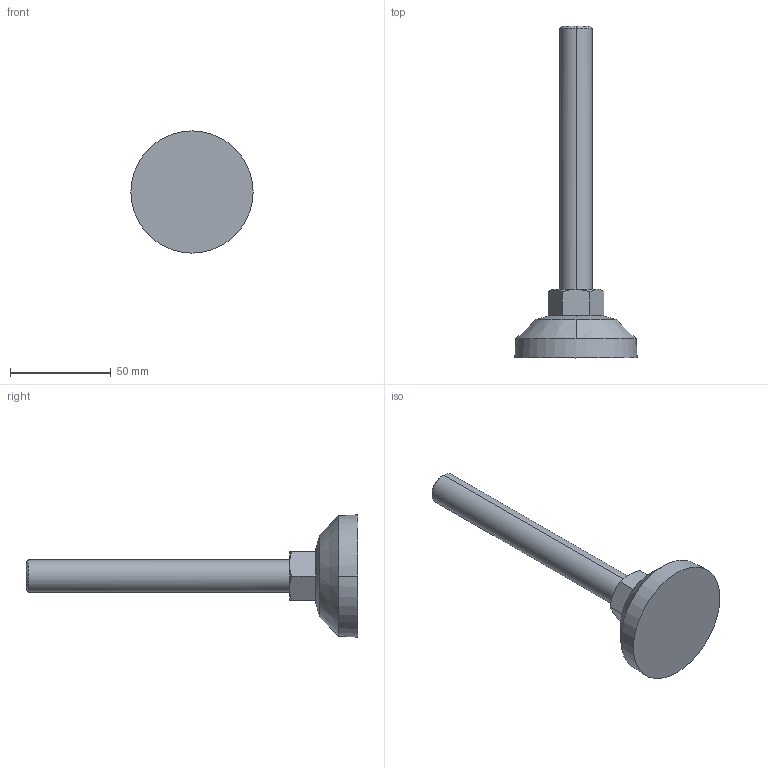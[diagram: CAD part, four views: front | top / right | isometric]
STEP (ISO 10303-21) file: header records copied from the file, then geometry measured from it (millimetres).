
FILE_DESCRIPTION (( 'STEP AP214' ), '1' );
FILE_NAME ('Rexnord-R0098 -621343.STEP', '2023-08-02T09:12:28', ( '' ), ( '' ), 'SwSTEP 2.0', 'SolidWorks 2022', '' );
FILE_SCHEMA (( 'AUTOMOTIVE_DESIGN' ));
Length unit declared in the file: millimetre
Products named in the file (3): Rexnord-R0098 -621343; Rexnord-R0098 -621343_R0098; Rexnord-R0098 -621343_M16
Assembly tree (2 placements, depth 2):
  Rexnord-R0098 -621343
    Rexnord-R0098 -621343_R0098
    Rexnord-R0098 -621343_M16
Bounding box: 60.8 x 165 x 60.8 mm (x, y, z)
Volume: 81803.1 mm3; surface area: 17649 mm2
Topology: 2 solids, 2 shells, 43 faces, 100 edges, 62 vertices
Faces by surface type: plane 19, cone 14, cylinder 6, bspline 4
Entity records: 1763 total; most frequent: CARTESIAN_POINT 330, DIRECTION 222, ORIENTED_EDGE 200, EDGE_CURVE 100, AXIS2_PLACEMENT_3D 90, VERTEX_POINT 62, CIRCLE 46, EDGE_LOOP 46
